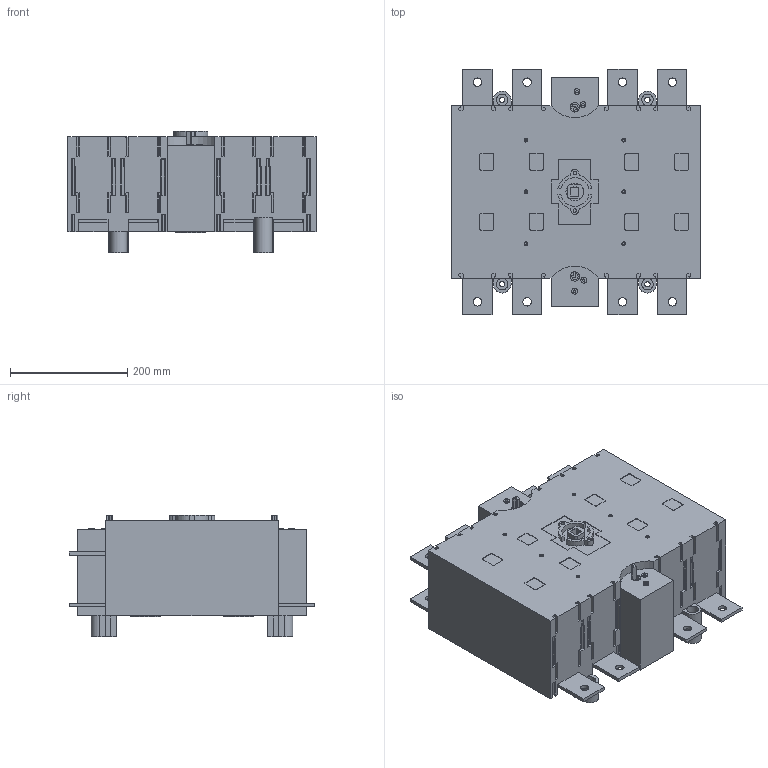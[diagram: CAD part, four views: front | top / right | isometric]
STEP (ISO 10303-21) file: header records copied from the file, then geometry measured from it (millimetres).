
FILE_DESCRIPTION((''),'2;1');
FILE_NAME('Pieza1.stp','2011-02-15T10:28:14',('idi'),(''),'Autodesk Inventor 2010','Autodesk Inventor 2010','');
FILE_SCHEMA(('AUTOMOTIVE_DESIGN { 1 0 10303 214 1 1 1 1 }'));
Length unit declared in the file: millimetre
Products named in the file (1): Pieza1
Bounding box: 424 x 419.1 x 207.5 mm (x, y, z)
Volume: 19935402.9 mm3; surface area: 828526.6 mm2
Topology: 1 solids, 1 shells, 1099 faces, 3027 edges, 2011 vertices
Faces by surface type: plane 952, cylinder 135, cone 10, bspline 2
Full cylindrical faces by diameter (mm): 3 x8, 4 x10, 4.2 x1, 5 x6, 6.15 x2, 6.6 x6, 9 x4, 10 x4, 14.5 x12, 16.2 x2, 19.5 x4, 30.2 x1, 35.2 x2
Entity records: 34536 total; most frequent: CARTESIAN_POINT 6155, ORIENTED_EDGE 5874, DIRECTION 5398, EDGE_CURVE 2937, VECTOR 2656, LINE 2656, VERTEX_POINT 1993, AXIS2_PLACEMENT_3D 1371
